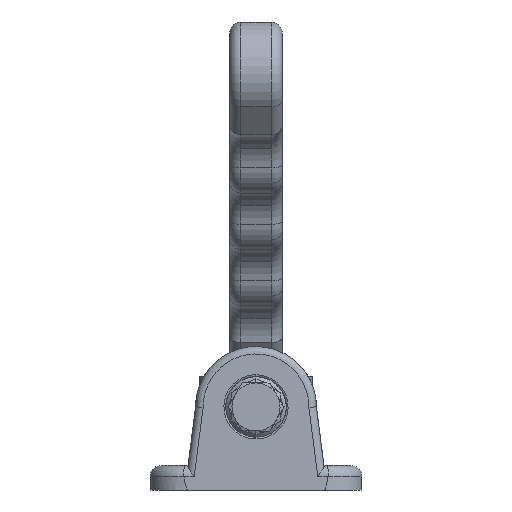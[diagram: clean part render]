
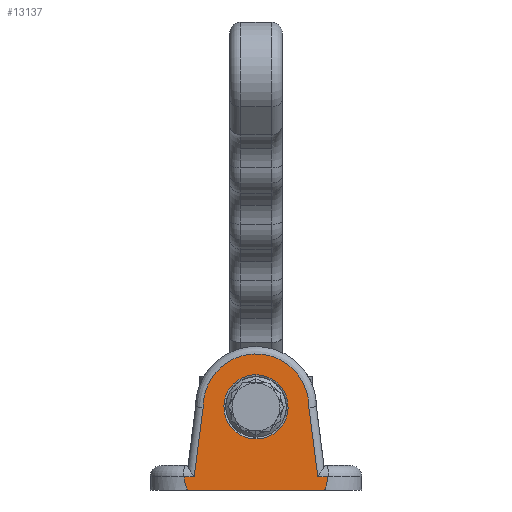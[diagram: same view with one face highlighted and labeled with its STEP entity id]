
A CAD part, left-side view. The second image highlights one B-rep face of the part: STEP entity #13137.
In plain terms, the highlighted planar face has unit normal (-1, 0, 0.018).
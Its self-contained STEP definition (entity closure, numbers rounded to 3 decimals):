
#4289 = CARTESIAN_POINT ( 'NONE',  ( -87.814, 28., 38. ) ) ;
#4290 = PLANE ( 'NONE',  #14803 ) ;
#4295 = DIRECTION ( 'NONE',  ( 1., 0., -0.018 ) ) ;
#4296 = DIRECTION ( 'NONE',  ( -0.018, 0., -1. ) ) ;
#10392 = EDGE_CURVE ( 'NONE', #27003, #33167, #34991, .T. ) ;
#10798 = EDGE_CURVE ( 'NONE', #26343, #26823, #23537, .T. ) ;
#10809 = EDGE_CURVE ( 'NONE', #27060, #26823, #35037, .T. ) ;
#10817 = EDGE_CURVE ( 'NONE', #26343, #26497, #35038, .T. ) ;
#10843 = EDGE_CURVE ( 'NONE', #33167, #27003, #35045, .T. ) ;
#10844 = EDGE_CURVE ( 'NONE', #33093, #33034, #23659, .T. ) ;
#10845 = EDGE_CURVE ( 'NONE', #33034, #26859, #23661, .T. ) ;
#10846 = EDGE_CURVE ( 'NONE', #26859, #26497, #35046, .T. ) ;
#10847 = EDGE_CURVE ( 'NONE', #27060, #27264, #35047, .T. ) ;
#10848 = EDGE_CURVE ( 'NONE', #27264, #27477, #23665, .T. ) ;
#10849 = EDGE_CURVE ( 'NONE', #27477, #33212, #23671, .T. ) ;
#10850 = EDGE_CURVE ( 'NONE', #33212, #33093, #35048, .T. ) ;
#13137 = ADVANCED_FACE ( 'NONE', ( #28744, #28736 ), #4290, .F. ) ;
#14803 = AXIS2_PLACEMENT_3D ( 'NONE', #4289, #4295, #4296 ) ;
#16661 = CARTESIAN_POINT ( 'NONE',  ( -87.949, 17., 30.509 ) ) ;
#16667 = CARTESIAN_POINT ( 'NONE',  ( -88.256, 17., 13.509 ) ) ;
#16668 = CARTESIAN_POINT ( 'NONE',  ( -88.256, 0., 13.509 ) ) ;
#16669 = CARTESIAN_POINT ( 'NONE',  ( -87.949, 0., 30.509 ) ) ;
#17346 = DIRECTION ( 'NONE',  ( 0., -1., 0. ) ) ;
#17350 = CARTESIAN_POINT ( 'NONE',  ( -88.5, 18., 0. ) ) ;
#20413 = ORIENTED_EDGE ( 'NONE', *, *, #10392, .T. ) ;
#20414 = ORIENTED_EDGE ( 'NONE', *, *, #10843, .T. ) ;
#20415 = ORIENTED_EDGE ( 'NONE', *, *, #10844, .T. ) ;
#20416 = ORIENTED_EDGE ( 'NONE', *, *, #10845, .T. ) ;
#20417 = ORIENTED_EDGE ( 'NONE', *, *, #10846, .T. ) ;
#20418 = ORIENTED_EDGE ( 'NONE', *, *, #10817, .F. ) ;
#20419 = ORIENTED_EDGE ( 'NONE', *, *, #10798, .T. ) ;
#20420 = ORIENTED_EDGE ( 'NONE', *, *, #10809, .F. ) ;
#20421 = ORIENTED_EDGE ( 'NONE', *, *, #10847, .T. ) ;
#20422 = ORIENTED_EDGE ( 'NONE', *, *, #10848, .T. ) ;
#20423 = ORIENTED_EDGE ( 'NONE', *, *, #10849, .T. ) ;
#20424 = ORIENTED_EDGE ( 'NONE', *, *, #10850, .T. ) ;
#23537 = LINE ( 'NONE', #17350, #23545 ) ;
#23545 = VECTOR ( 'NONE', #17346, 1000. ) ;
#23631 = VECTOR ( 'NONE', #35342, 1000. ) ;
#23659 = LINE ( 'NONE', #35329, #23663 ) ;
#23661 = LINE ( 'NONE', #35331, #23667 ) ;
#23663 = VECTOR ( 'NONE', #35330, 1000. ) ;
#23665 = LINE ( 'NONE', #35338, #23631 ) ;
#23667 = VECTOR ( 'NONE', #35332, 1000. ) ;
#23671 = LINE ( 'NONE', #35343, #23674 ) ;
#23674 = VECTOR ( 'NONE', #35344, 1000. ) ;
#26343 = VERTEX_POINT ( 'NONE', #43028 ) ;
#26497 = VERTEX_POINT ( 'NONE', #43102 ) ;
#26823 = VERTEX_POINT ( 'NONE', #43216 ) ;
#26859 = VERTEX_POINT ( 'NONE', #43228 ) ;
#27003 = VERTEX_POINT ( 'NONE', #43276 ) ;
#27060 = VERTEX_POINT ( 'NONE', #43295 ) ;
#27264 = VERTEX_POINT ( 'NONE', #43363 ) ;
#27477 = VERTEX_POINT ( 'NONE', #43431 ) ;
#28294 = EDGE_LOOP ( 'NONE', ( #20415, #20416, #20417, #20418, #20419, #20420, #20421, #20422, #20423, #20424 ) ) ;
#28296 = EDGE_LOOP ( 'NONE', ( #20413, #20414 ) ) ;
#28736 = FACE_OUTER_BOUND ( 'NONE', #28294, .T. ) ;
#28744 = FACE_BOUND ( 'NONE', #28296, .T. ) ;
#33034 = VERTEX_POINT ( 'NONE', #44292 ) ;
#33093 = VERTEX_POINT ( 'NONE', #44327 ) ;
#33167 = VERTEX_POINT ( 'NONE', #44373 ) ;
#33212 = VERTEX_POINT ( 'NONE', #44402 ) ;
#34991 =( BOUNDED_CURVE ( )  B_SPLINE_CURVE ( 3, ( #16668, #16667, #16661, #16669 ),
 .UNSPECIFIED., .F., .F. ) 
 B_SPLINE_CURVE_WITH_KNOTS ( ( 4, 4 ),
 ( 0., 3.142 ),
 .UNSPECIFIED. ) 
 CURVE ( )  GEOMETRIC_REPRESENTATION_ITEM ( )  RATIONAL_B_SPLINE_CURVE ( ( 1., 0.333, 0.333, 1. ) ) 
 REPRESENTATION_ITEM ( '' )  );
#35037 =( BOUNDED_CURVE ( )  B_SPLINE_CURVE ( 3, ( #35226, #35221, #35222, #35227 ),
 .UNSPECIFIED., .F., .F. ) 
 B_SPLINE_CURVE_WITH_KNOTS ( ( 4, 4 ),
 ( 6.171, 6.283 ),
 .UNSPECIFIED. ) 
 CURVE ( )  GEOMETRIC_REPRESENTATION_ITEM ( )  RATIONAL_B_SPLINE_CURVE ( ( 1., 0.999, 0.999, 1. ) ) 
 REPRESENTATION_ITEM ( '' )  );
#35038 =( BOUNDED_CURVE ( )  B_SPLINE_CURVE ( 3, ( #35245, #35237, #35238, #35247 ),
 .UNSPECIFIED., .F., .F. ) 
 B_SPLINE_CURVE_WITH_KNOTS ( ( 4, 4 ),
 ( 0., 0.112 ),
 .UNSPECIFIED. ) 
 CURVE ( )  GEOMETRIC_REPRESENTATION_ITEM ( )  RATIONAL_B_SPLINE_CURVE ( ( 1., 0.999, 0.999, 1. ) ) 
 REPRESENTATION_ITEM ( '' )  );
#35045 =( BOUNDED_CURVE ( )  B_SPLINE_CURVE ( 3, ( #35321, #35322, #35327, #35328 ),
 .UNSPECIFIED., .F., .F. ) 
 B_SPLINE_CURVE_WITH_KNOTS ( ( 4, 4 ),
 ( 3.142, 6.283 ),
 .UNSPECIFIED. ) 
 CURVE ( )  GEOMETRIC_REPRESENTATION_ITEM ( )  RATIONAL_B_SPLINE_CURVE ( ( 1., 0.333, 0.333, 1. ) ) 
 REPRESENTATION_ITEM ( '' )  );
#35046 = B_SPLINE_CURVE_WITH_KNOTS ( 'NONE', 3,
 ( #35313, #35326, #35336, #35337 ),
 .UNSPECIFIED., .F., .F.,
 ( 4, 4 ),
 ( 0., 0. ),
 .UNSPECIFIED. ) ;
#35047 = B_SPLINE_CURVE_WITH_KNOTS ( 'NONE', 3,
 ( #35333, #35335, #35340, #35341 ),
 .UNSPECIFIED., .F., .F.,
 ( 4, 4 ),
 ( 0., 0. ),
 .UNSPECIFIED. ) ;
#35048 =( BOUNDED_CURVE ( )  B_SPLINE_CURVE ( 3, ( #35346, #35334, #35339, #35348, #35349, #35350, #35351 ),
 .UNSPECIFIED., .F., .F. ) 
 B_SPLINE_CURVE_WITH_KNOTS ( ( 4, 3, 4 ),
 ( 1.562, 3.142, 4.721 ),
 .UNSPECIFIED. ) 
 CURVE ( )  GEOMETRIC_REPRESENTATION_ITEM ( )  RATIONAL_B_SPLINE_CURVE ( ( 1., 0.803, 0.803, 1., 0.803, 0.803, 1. ) ) 
 REPRESENTATION_ITEM ( '' )  );
#35221 = CARTESIAN_POINT ( 'NONE',  ( -88.479, -18.75, 1.168 ) ) ;
#35222 = CARTESIAN_POINT ( 'NONE',  ( -88.5, -18.375, 0. ) ) ;
#35226 = CARTESIAN_POINT ( 'NONE',  ( -88.437, -19.122, 3.5 ) ) ;
#35227 = CARTESIAN_POINT ( 'NONE',  ( -88.5, -18., 0. ) ) ;
#35237 = CARTESIAN_POINT ( 'NONE',  ( -88.5, 18.375, 0. ) ) ;
#35238 = CARTESIAN_POINT ( 'NONE',  ( -88.479, 18.75, 1.168 ) ) ;
#35245 = CARTESIAN_POINT ( 'NONE',  ( -88.5, 18., 0. ) ) ;
#35247 = CARTESIAN_POINT ( 'NONE',  ( -88.437, 19.122, 3.5 ) ) ;
#35313 = CARTESIAN_POINT ( 'NONE',  ( -88.436, 19.127, 3.554 ) ) ;
#35321 = CARTESIAN_POINT ( 'NONE',  ( -87.949, 0., 30.509 ) ) ;
#35322 = CARTESIAN_POINT ( 'NONE',  ( -87.949, -17., 30.509 ) ) ;
#35326 = CARTESIAN_POINT ( 'NONE',  ( -88.436, 19.127, 3.536 ) ) ;
#35327 = CARTESIAN_POINT ( 'NONE',  ( -88.256, -17., 13.509 ) ) ;
#35328 = CARTESIAN_POINT ( 'NONE',  ( -88.256, 0., 13.509 ) ) ;
#35329 = CARTESIAN_POINT ( 'NONE',  ( -88.387, 16.021, 6.245 ) ) ;
#35330 = DIRECTION ( 'NONE',  ( -0.018, 0.128, -0.992 ) ) ;
#35331 = CARTESIAN_POINT ( 'NONE',  ( -88.436, 19.528, 3.554 ) ) ;
#35332 = DIRECTION ( 'NONE',  ( 0., 1., 0. ) ) ;
#35333 = CARTESIAN_POINT ( 'NONE',  ( -88.437, -19.122, 3.5 ) ) ;
#35334 = CARTESIAN_POINT ( 'NONE',  ( -87.955, -14.073, 30.17 ) ) ;
#35335 = CARTESIAN_POINT ( 'NONE',  ( -88.436, -19.125, 3.518 ) ) ;
#35336 = CARTESIAN_POINT ( 'NONE',  ( -88.436, 19.125, 3.518 ) ) ;
#35337 = CARTESIAN_POINT ( 'NONE',  ( -88.437, 19.122, 3.5 ) ) ;
#35338 = CARTESIAN_POINT ( 'NONE',  ( -88.436, -15.988, 3.554 ) ) ;
#35339 = CARTESIAN_POINT ( 'NONE',  ( -87.849, -8.259, 36.036 ) ) ;
#35340 = CARTESIAN_POINT ( 'NONE',  ( -88.436, -19.127, 3.536 ) ) ;
#35341 = CARTESIAN_POINT ( 'NONE',  ( -88.436, -19.127, 3.554 ) ) ;
#35342 = DIRECTION ( 'NONE',  ( 0., 1., 0. ) ) ;
#35343 = CARTESIAN_POINT ( 'NONE',  ( -88.107, -14.021, 21.745 ) ) ;
#35344 = DIRECTION ( 'NONE',  ( 0.018, 0.128, 0.992 ) ) ;
#35346 = CARTESIAN_POINT ( 'NONE',  ( -88.104, -13.999, 21.912 ) ) ;
#35348 = CARTESIAN_POINT ( 'NONE',  ( -87.849, 0., 36.036 ) ) ;
#35349 = CARTESIAN_POINT ( 'NONE',  ( -87.849, 8.259, 36.036 ) ) ;
#35350 = CARTESIAN_POINT ( 'NONE',  ( -87.955, 14.073, 30.17 ) ) ;
#35351 = CARTESIAN_POINT ( 'NONE',  ( -88.104, 13.999, 21.912 ) ) ;
#43028 = CARTESIAN_POINT ( 'NONE',  ( -88.5, 18., 0. ) ) ;
#43102 = CARTESIAN_POINT ( 'NONE',  ( -88.437, 19.122, 3.5 ) ) ;
#43216 = CARTESIAN_POINT ( 'NONE',  ( -88.5, -18., 0. ) ) ;
#43228 = CARTESIAN_POINT ( 'NONE',  ( -88.436, 19.127, 3.554 ) ) ;
#43276 = CARTESIAN_POINT ( 'NONE',  ( -88.256, 0., 13.509 ) ) ;
#43295 = CARTESIAN_POINT ( 'NONE',  ( -88.437, -19.122, 3.5 ) ) ;
#43363 = CARTESIAN_POINT ( 'NONE',  ( -88.436, -19.127, 3.554 ) ) ;
#43431 = CARTESIAN_POINT ( 'NONE',  ( -88.436, -16.368, 3.554 ) ) ;
#44292 = CARTESIAN_POINT ( 'NONE',  ( -88.436, 16.368, 3.554 ) ) ;
#44327 = CARTESIAN_POINT ( 'NONE',  ( -88.104, 13.999, 21.912 ) ) ;
#44373 = CARTESIAN_POINT ( 'NONE',  ( -87.949, 0., 30.509 ) ) ;
#44402 = CARTESIAN_POINT ( 'NONE',  ( -88.104, -13.999, 21.912 ) ) ;
